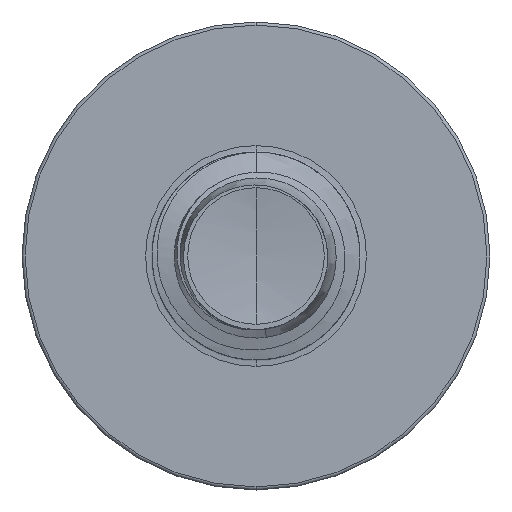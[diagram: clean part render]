
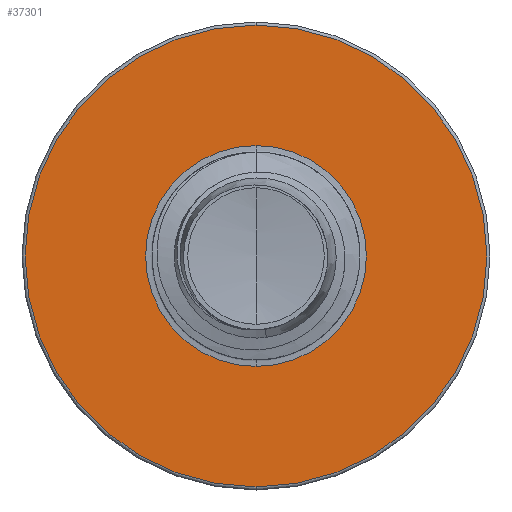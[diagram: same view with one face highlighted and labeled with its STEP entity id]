
A CAD part, front view. The second image highlights one B-rep face of the part: STEP entity #37301.
In plain terms, the highlighted planar face has unit normal (0, -1, 0).
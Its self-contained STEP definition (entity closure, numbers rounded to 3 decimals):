
#2275 = DIRECTION ( 'NONE',  ( 0., 1., 0. ) ) ;
#2478 = CARTESIAN_POINT ( 'NONE',  ( 0., 25., 6.66 ) ) ;
#3073 = VERTEX_POINT ( 'NONE', #16357 ) ;
#3122 = AXIS2_PLACEMENT_3D ( 'NONE', #21056, #2275, #23445 ) ;
#4440 = CARTESIAN_POINT ( 'NONE',  ( 0., 25., -3.186 ) ) ;
#5031 = VERTEX_POINT ( 'NONE', #2478 ) ;
#5115 = EDGE_CURVE ( 'NONE', #36455, #3073, #21375, .T. ) ;
#5767 = DIRECTION ( 'NONE',  ( 0., 0., 1. ) ) ;
#5820 = DIRECTION ( 'NONE',  ( 0., 1., 0. ) ) ;
#5831 = CARTESIAN_POINT ( 'NONE',  ( 0., 25., 0. ) ) ;
#6178 = ORIENTED_EDGE ( 'NONE', *, *, #28499, .F. ) ;
#7028 = FACE_BOUND ( 'NONE', #31865, .T. ) ;
#11202 = CARTESIAN_POINT ( 'NONE',  ( 0., 25., -3.186 ) ) ;
#12431 = DIRECTION ( 'NONE',  ( 0., 1., 0. ) ) ;
#14567 = DIRECTION ( 'NONE',  ( 0., 1., 0. ) ) ;
#14692 = PLANE ( 'NONE',  #36150 ) ;
#15727 = FACE_OUTER_BOUND ( 'NONE', #28802, .T. ) ;
#16018 = ORIENTED_EDGE ( 'NONE', *, *, #31435, .T. ) ;
#16357 = CARTESIAN_POINT ( 'NONE',  ( 0., 25., 3.186 ) ) ;
#17612 = DIRECTION ( 'NONE',  ( 0., 0., 1. ) ) ;
#21056 = CARTESIAN_POINT ( 'NONE',  ( 0., 25., 0. ) ) ;
#21375 = CIRCLE ( 'NONE', #32803, 3.186 ) ;
#21702 = AXIS2_PLACEMENT_3D ( 'NONE', #27850, #12431, #30241 ) ;
#23289 = CIRCLE ( 'NONE', #3122, 6.66 ) ;
#23317 = ORIENTED_EDGE ( 'NONE', *, *, #29786, .F. ) ;
#23445 = DIRECTION ( 'NONE',  ( 0., 0., 1. ) ) ;
#25181 = VERTEX_POINT ( 'NONE', #26351 ) ;
#26351 = CARTESIAN_POINT ( 'NONE',  ( 0., 25., -6.66 ) ) ;
#27408 = CIRCLE ( 'NONE', #21702, 3.186 ) ;
#27850 = CARTESIAN_POINT ( 'NONE',  ( 0., 25., 0. ) ) ;
#28499 = EDGE_CURVE ( 'NONE', #5031, #25181, #31967, .T. ) ;
#28802 = EDGE_LOOP ( 'NONE', ( #6178, #23317 ) ) ;
#29520 = CARTESIAN_POINT ( 'NONE',  ( 0., 25., 0. ) ) ;
#29786 = EDGE_CURVE ( 'NONE', #25181, #5031, #23289, .T. ) ;
#30241 = DIRECTION ( 'NONE',  ( 0., 0., 1. ) ) ;
#31435 = EDGE_CURVE ( 'NONE', #3073, #36455, #27408, .T. ) ;
#31865 = EDGE_LOOP ( 'NONE', ( #16018, #35975 ) ) ;
#31967 = CIRCLE ( 'NONE', #31971, 6.66 ) ;
#31971 = AXIS2_PLACEMENT_3D ( 'NONE', #29520, #14567, #32004 ) ;
#32004 = DIRECTION ( 'NONE',  ( 0., 0., 1. ) ) ;
#32122 = DIRECTION ( 'NONE',  ( 0., 1., 0. ) ) ;
#32803 = AXIS2_PLACEMENT_3D ( 'NONE', #5831, #5820, #5767 ) ;
#35975 = ORIENTED_EDGE ( 'NONE', *, *, #5115, .T. ) ;
#36150 = AXIS2_PLACEMENT_3D ( 'NONE', #4440, #32122, #17612 ) ;
#36455 = VERTEX_POINT ( 'NONE', #11202 ) ;
#37301 = ADVANCED_FACE ( 'NONE', ( #15727, #7028 ), #14692, .F. ) ;
